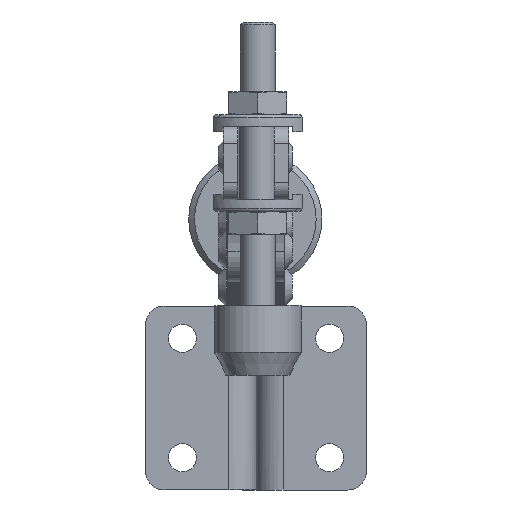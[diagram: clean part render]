
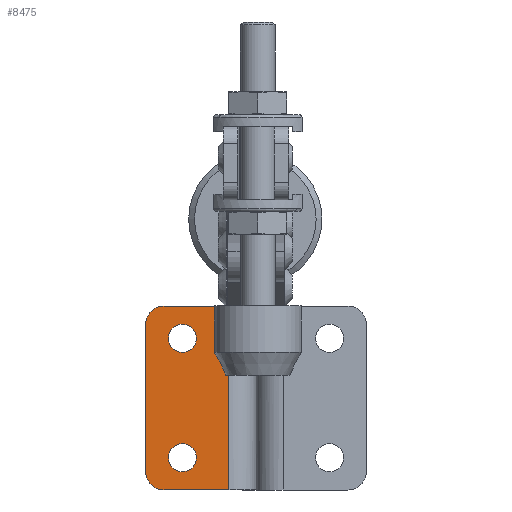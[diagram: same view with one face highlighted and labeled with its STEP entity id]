
A CAD part, left-side view. The second image highlights one B-rep face of the part: STEP entity #8475.
In plain terms, the highlighted planar face has unit normal (-1, 0, 0).
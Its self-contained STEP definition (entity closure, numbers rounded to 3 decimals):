
#1395=CIRCLE('',#9510,3.175);
#1400=CIRCLE('',#9518,3.175);
#1401=CIRCLE('',#9520,2.426);
#1402=CIRCLE('',#9521,2.426);
#1948=LINE('',#13678,#10061);
#1951=LINE('',#13691,#10064);
#1956=LINE('',#13708,#10069);
#1957=LINE('',#13710,#10070);
#2738=VERTEX_POINT('',#13677);
#2739=VERTEX_POINT('',#13679);
#2740=VERTEX_POINT('',#13683);
#2741=VERTEX_POINT('',#13684);
#2744=VERTEX_POINT('',#13692);
#2749=VERTEX_POINT('',#13709);
#2750=VERTEX_POINT('',#13712);
#2751=VERTEX_POINT('',#13714);
#3941=EDGE_CURVE('',#2739,#2738,#1948,.T.);
#3943=EDGE_CURVE('',#2740,#2741,#1395,.T.);
#3947=EDGE_CURVE('',#2740,#2744,#1951,.T.);
#3955=EDGE_CURVE('',#2738,#2744,#1400,.T.);
#3956=EDGE_CURVE('',#2741,#2749,#1956,.T.);
#3957=EDGE_CURVE('',#2749,#2739,#1957,.T.);
#3958=EDGE_CURVE('',#2750,#2750,#1401,.T.);
#3959=EDGE_CURVE('',#2751,#2751,#1402,.T.);
#6209=ORIENTED_EDGE('',*,*,#3943,.T.);
#6210=ORIENTED_EDGE('',*,*,#3956,.T.);
#6211=ORIENTED_EDGE('',*,*,#3957,.T.);
#6212=ORIENTED_EDGE('',*,*,#3941,.T.);
#6213=ORIENTED_EDGE('',*,*,#3955,.T.);
#6214=ORIENTED_EDGE('',*,*,#3947,.F.);
#6215=ORIENTED_EDGE('',*,*,#3958,.F.);
#6216=ORIENTED_EDGE('',*,*,#3959,.F.);
#7103=EDGE_LOOP('',(#6209,#6210,#6211,#6212,#6213,#6214));
#7104=EDGE_LOOP('',(#6215));
#7105=EDGE_LOOP('',(#6216));
#7911=FACE_BOUND('',#7103,.T.);
#7912=FACE_BOUND('',#7104,.T.);
#7913=FACE_BOUND('',#7105,.T.);
#8475=ADVANCED_FACE('',(#7911,#7912,#7913),#10341,.F.);
#9510=AXIS2_PLACEMENT_3D('',#13682,#15909,#15910);
#9518=AXIS2_PLACEMENT_3D('',#13706,#15930,#15931);
#9519=AXIS2_PLACEMENT_3D('',#13707,#15932,$);
#9520=AXIS2_PLACEMENT_3D('',#13711,#15935,#15936);
#9521=AXIS2_PLACEMENT_3D('',#13713,#15937,#15938);
#10061=VECTOR('',#15904,1.);
#10064=VECTOR('',#15916,1.);
#10069=VECTOR('',#15933,1.);
#10070=VECTOR('',#15934,1.);
#10341=PLANE('',#9519);
#13677=CARTESIAN_POINT('',(321.877,166.347,22.226));
#13678=CARTESIAN_POINT('',(321.877,160.568,22.226));
#13679=CARTESIAN_POINT('',(321.877,155.155,22.226));
#13682=CARTESIAN_POINT('',(321.877,166.347,-6.349));
#13683=CARTESIAN_POINT('',(321.877,169.522,-6.349));
#13684=CARTESIAN_POINT('',(321.877,166.347,-9.524));
#13691=CARTESIAN_POINT('',(321.877,169.522,9.801));
#13692=CARTESIAN_POINT('',(321.877,169.522,19.051));
#13706=CARTESIAN_POINT('',(321.877,166.347,19.051));
#13707=CARTESIAN_POINT('',(321.877,142.512,13.252));
#13708=CARTESIAN_POINT('',(321.877,156.609,-9.524));
#13709=CARTESIAN_POINT('',(321.877,155.155,-9.524));
#13710=CARTESIAN_POINT('',(321.877,155.155,10.359));
#13711=CARTESIAN_POINT('',(321.877,163.172,-3.961));
#13712=CARTESIAN_POINT('',(321.877,160.746,-3.961));
#13713=CARTESIAN_POINT('',(321.877,163.172,16.663));
#13714=CARTESIAN_POINT('',(321.877,160.746,16.663));
#15904=DIRECTION('',(0.,1.,0.));
#15909=DIRECTION('',(-1.,0.,0.));
#15910=DIRECTION('',(0.,2.245,-2.245));
#15916=DIRECTION('',(0.,0.,1.));
#15930=DIRECTION('',(-1.,0.,0.));
#15931=DIRECTION('',(0.,2.245,2.245));
#15932=DIRECTION('',(1.,0.,0.));
#15933=DIRECTION('',(0.,-1.,0.));
#15934=DIRECTION('',(0.,0.,1.));
#15935=DIRECTION('',(-1.,0.,0.));
#15936=DIRECTION('',(0.,-2.426,0.));
#15937=DIRECTION('',(-1.,0.,0.));
#15938=DIRECTION('',(0.,-2.426,0.));
